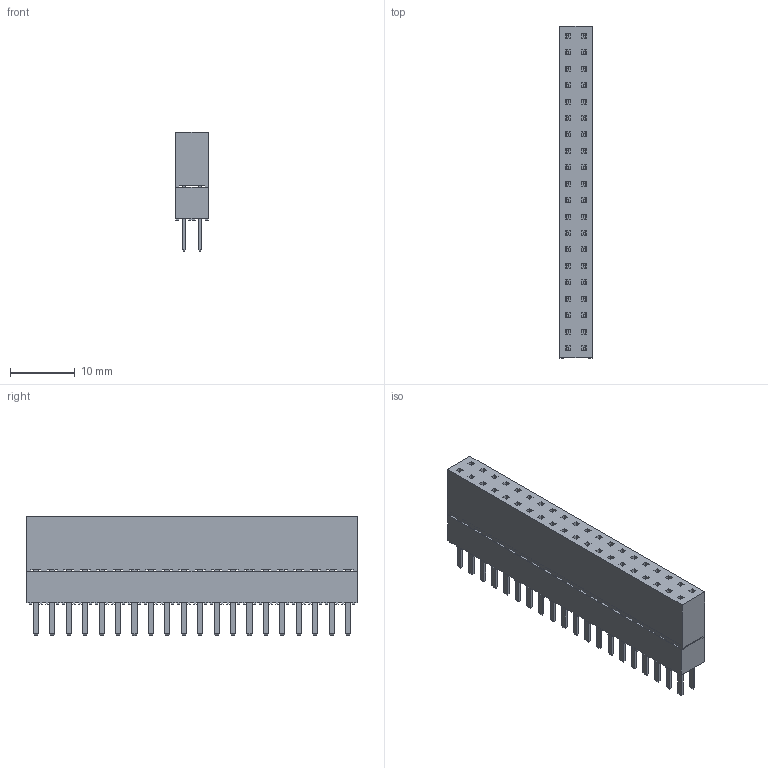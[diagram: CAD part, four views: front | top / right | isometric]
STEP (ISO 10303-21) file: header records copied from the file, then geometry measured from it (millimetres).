
FILE_DESCRIPTION(('FreeCAD Model'),'2;1');
FILE_NAME('ESW_120_23_L_D_cp.step', '2021-02-12T13:26:10',('kicad StepUp'),('ksu MCAD'), 'Open CASCADE STEP processor 7.3','FreeCAD','Unknown');
FILE_SCHEMA(('AUTOMOTIVE_DESIGN { 1 0 10303 214 1 1 1 1 }'));
Length unit declared in the file: millimetre
Products named in the file (1): ESW_120_23_L_D_cp
Bounding box: 5.08 x 51.31 x 18.41 mm (x, y, z)
Volume: 3377.2 mm3; surface area: 5307.2 mm2
Topology: 3 solids, 3 shells, 1702 faces, 4448 edges, 2912 vertices
Faces by surface type: plane 1662, cylinder 40
Entity records: 62915 total; most frequent: CARTESIAN_POINT 9063, ORIENTED_EDGE 8896, DIRECTION 7934, EDGE_CURVE 4448, LINE 4368, VECTOR 4368, VERTEX_POINT 2912, FACE_BOUND 1862
